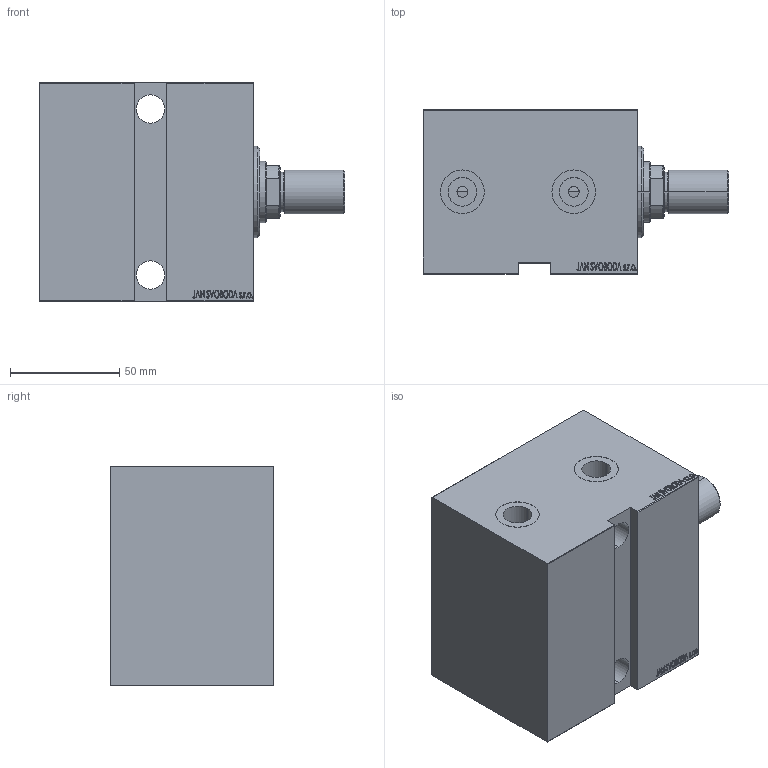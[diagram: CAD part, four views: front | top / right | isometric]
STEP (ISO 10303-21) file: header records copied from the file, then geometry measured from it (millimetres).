
FILE_DESCRIPTION (( 'STEP AP203' ), '1' );
FILE_NAME ('7904.STEP', '2024-02-11T09:17:10', ( '' ), ( '' ), 'SwSTEP 2.0', 'SolidWorks 2019', '' );
FILE_SCHEMA (( 'CONFIG_CONTROL_DESIGN' ));
Length unit declared in the file: millimetre
Products named in the file (5): V450CM_E_Body 6a0e61a0898b0e70e65f9f5977be30d3; 7904; V450CM_MALE_METRIC 6a0e61a0898b0e70e65f9f5977be30d3; V450CM_E_VCP 6a0e61a0898b0e70e65f9f5977be30d3; V450CM_VC_B 6a0e61a0898b0e70e65f9f5977be30d3
Assembly tree (4 placements, depth 2):
  7904
    V450CM_E_Body 6a0e61a0898b0e70e65f9f5977be30d3
    V450CM_E_VCP 6a0e61a0898b0e70e65f9f5977be30d3
    V450CM_VC_B 6a0e61a0898b0e70e65f9f5977be30d3
    V450CM_MALE_METRIC 6a0e61a0898b0e70e65f9f5977be30d3
Bounding box: 140 x 75 x 100 mm (x, y, z)
Volume: 683332.5 mm3; surface area: 101138.4 mm2
Topology: 4 solids, 4 shells, 860 faces, 2206 edges, 1461 vertices
Faces by surface type: plane 412, bspline 380, cylinder 48, cone 18, torus 2
Entity records: 43433 total; most frequent: CARTESIAN_POINT 24520, ORIENTED_EDGE 4408, DIRECTION 2524, EDGE_CURVE 2204, VERTEX_POINT 1461, VECTOR 1314, LINE 1314, EDGE_LOOP 979
